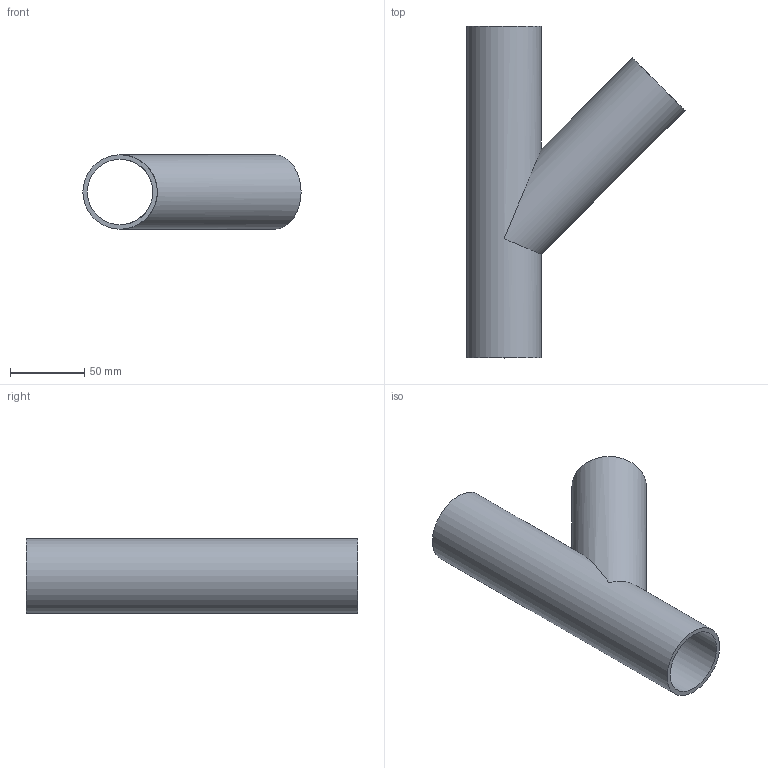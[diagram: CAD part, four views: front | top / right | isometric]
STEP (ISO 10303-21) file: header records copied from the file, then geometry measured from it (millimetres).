
FILE_DESCRIPTION(('Beschreibung'),'1');
FILE_NAME('25.25.01.063_SDR_17_PE100_050.STP', '2014-09-15T06:24:04',('Author'), ('Organization'), 'KCM Version 1.1.794.0', 'Kubotek KeyCreator', 'Authorization');
FILE_SCHEMA(('CONFIG_CONTROL_DESIGN'));
Length unit declared in the file: millimetre
Bounding box: 146.62 x 223 x 50 mm (x, y, z)
Volume: 145127 mm3; surface area: 98047.7 mm2
Topology: 1 solids, 1 shells, 7 faces, 28 edges, 24 vertices
Faces by surface type: cylinder 4, plane 3
Full cylindrical faces by diameter (mm): 44 x2, 50 x2
Entity records: 715 total; most frequent: CARTESIAN_POINT 398, DIRECTION 48, ORIENTED_EDGE 48, EDGE_CURVE 24, AXIS2_PLACEMENT_3D 22, VERTEX_POINT 20, EDGE_LOOP 12, CIRCLE 10
